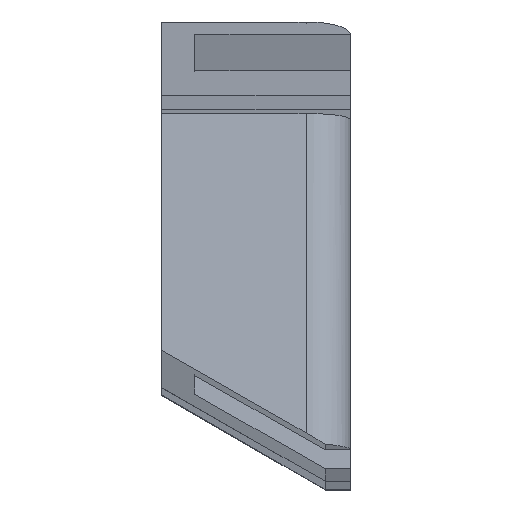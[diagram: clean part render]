
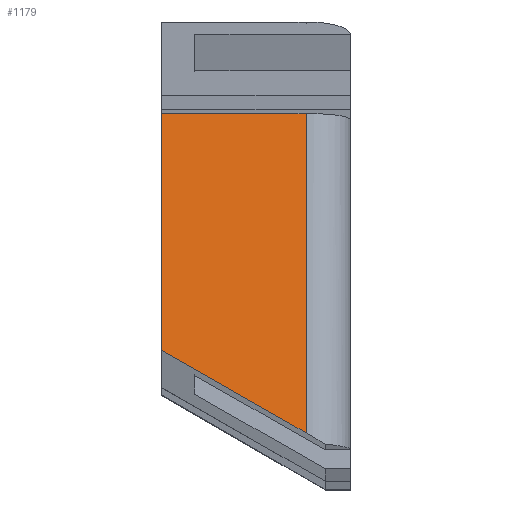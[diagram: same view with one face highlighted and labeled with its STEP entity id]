
A CAD part, top view. The second image highlights one B-rep face of the part: STEP entity #1179.
In plain terms, the highlighted planar face has unit normal (0, 0.139, 0.99).
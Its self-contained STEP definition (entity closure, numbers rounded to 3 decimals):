
#20=LINE('',#1722,#158);
#22=LINE('',#1730,#160);
#23=LINE('',#1732,#161);
#24=LINE('',#1733,#162);
#158=VECTOR('',#1390,25.4);
#160=VECTOR('',#1398,25.4);
#161=VECTOR('',#1399,25.4);
#162=VECTOR('',#1400,25.4);
#323=FACE_OUTER_BOUND('',#392,.T.);
#392=EDGE_LOOP('',(#798,#799,#800,#801));
#500=VERTEX_POINT('',#1718);
#502=VERTEX_POINT('',#1721);
#505=VERTEX_POINT('',#1729);
#506=VERTEX_POINT('',#1731);
#617=EDGE_CURVE('',#502,#500,#20,.T.);
#621=EDGE_CURVE('',#500,#505,#22,.T.);
#622=EDGE_CURVE('',#505,#506,#23,.T.);
#623=EDGE_CURVE('',#506,#502,#24,.T.);
#798=ORIENTED_EDGE('',*,*,#617,.T.);
#799=ORIENTED_EDGE('',*,*,#621,.T.);
#800=ORIENTED_EDGE('',*,*,#622,.T.);
#801=ORIENTED_EDGE('',*,*,#623,.T.);
#1120=PLANE('',#1271);
#1179=ADVANCED_FACE('',(#323),#1120,.F.);
#1271=AXIS2_PLACEMENT_3D('',#1728,#1396,#1397);
#1390=DIRECTION('',(0.,0.99,-0.139));
#1396=DIRECTION('center_axis',(0.,-0.139,
-0.99));
#1397=DIRECTION('ref_axis',(-1.,0.,0.));
#1398=DIRECTION('',(-1.,0.,0.));
#1399=DIRECTION('',(0.,-0.99,0.139));
#1400=DIRECTION('',(0.866,-0.495,0.07));
#1718=CARTESIAN_POINT('',(340.738,-206.117,-115.101));
#1721=CARTESIAN_POINT('',(340.738,-220.479,-113.083));
#1722=CARTESIAN_POINT('',(340.738,-210.873,-114.433));
#1728=CARTESIAN_POINT('Origin',(338.488,-208.203,-114.808));
#1729=CARTESIAN_POINT('',(334.238,-206.117,-115.101));
#1730=CARTESIAN_POINT('',(337.613,-206.117,-115.101));
#1731=CARTESIAN_POINT('',(334.238,-216.763,-113.605));
#1732=CARTESIAN_POINT('',(334.238,-223.747,-112.624));
#1733=CARTESIAN_POINT('',(336.175,-217.87,-113.449));
